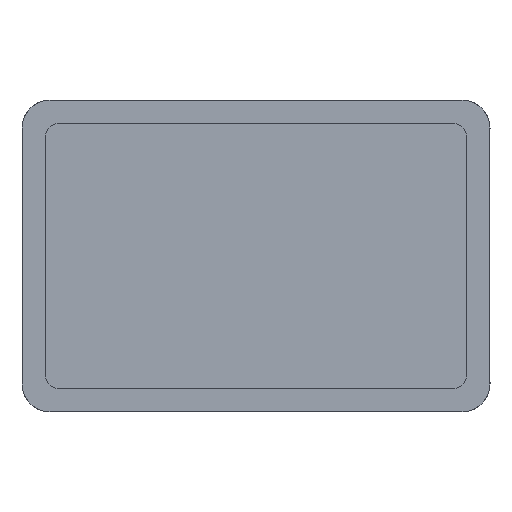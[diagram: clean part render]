
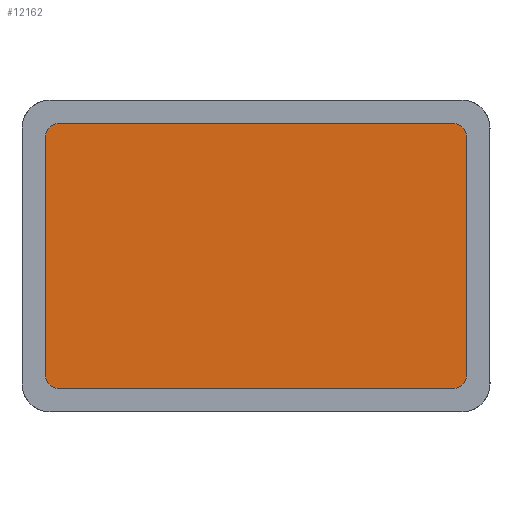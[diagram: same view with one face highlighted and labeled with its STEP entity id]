
A CAD part, front view. The second image highlights one B-rep face of the part: STEP entity #12162.
In plain terms, the highlighted planar face has unit normal (0, -1, 0).
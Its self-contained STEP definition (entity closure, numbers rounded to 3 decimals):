
#211 = CARTESIAN_POINT ( 'NONE',  ( 135., 0., 76. ) ) ;
#400 = EDGE_CURVE ( 'NONE', #15889, #14349, #13571, .T. ) ;
#1373 = CARTESIAN_POINT ( 'NONE',  ( -135., 0., 76. ) ) ;
#1398 = CARTESIAN_POINT ( 'NONE',  ( -126., 0., -76. ) ) ;
#1522 = LINE ( 'NONE', #4407, #6673 ) ;
#1671 = LINE ( 'NONE', #12841, #3242 ) ;
#1994 = EDGE_CURVE ( 'NONE', #18181, #6801, #1522, .T. ) ;
#2275 = AXIS2_PLACEMENT_3D ( 'NONE', #11118, #4332, #7032 ) ;
#2411 = CARTESIAN_POINT ( 'NONE',  ( -126., 0., -85. ) ) ;
#2557 = VERTEX_POINT ( 'NONE', #2411 ) ;
#2642 = DIRECTION ( 'NONE',  ( 1., 0., 0. ) ) ;
#3242 = VECTOR ( 'NONE', #11440, 1000. ) ;
#3264 = AXIS2_PLACEMENT_3D ( 'NONE', #6257, #11933, #15112 ) ;
#3516 = CARTESIAN_POINT ( 'NONE',  ( -126., 0., 85. ) ) ;
#4181 = DIRECTION ( 'NONE',  ( 0., 1., 0. ) ) ;
#4286 = DIRECTION ( 'NONE',  ( 0., 0., -1. ) ) ;
#4332 = DIRECTION ( 'NONE',  ( 0., 1., 0. ) ) ;
#4407 = CARTESIAN_POINT ( 'NONE',  ( -126., 0., 85. ) ) ;
#4469 = EDGE_CURVE ( 'NONE', #2557, #15551, #10080, .T. ) ;
#4584 = AXIS2_PLACEMENT_3D ( 'NONE', #12348, #17019, #11322 ) ;
#4606 = DIRECTION ( 'NONE',  ( 0., 0., 1. ) ) ;
#4809 = CARTESIAN_POINT ( 'NONE',  ( 126., 0., 85. ) ) ;
#4869 = DIRECTION ( 'NONE',  ( 0., 1., 0. ) ) ;
#5471 = EDGE_CURVE ( 'NONE', #6801, #11965, #13755, .T. ) ;
#5496 = LINE ( 'NONE', #12758, #17967 ) ;
#6257 = CARTESIAN_POINT ( 'NONE',  ( -126., 0., -76. ) ) ;
#6668 = ORIENTED_EDGE ( 'NONE', *, *, #11931, .F. ) ;
#6673 = VECTOR ( 'NONE', #2642, 1000. ) ;
#6801 = VERTEX_POINT ( 'NONE', #4809 ) ;
#7032 = DIRECTION ( 'NONE',  ( 0., 0., 1. ) ) ;
#7370 = LINE ( 'NONE', #17255, #9549 ) ;
#7437 = EDGE_CURVE ( 'NONE', #15551, #13720, #1671, .T. ) ;
#8451 = PLANE ( 'NONE',  #13433 ) ;
#8843 = DIRECTION ( 'NONE',  ( -1., 0., 0. ) ) ;
#9049 = EDGE_LOOP ( 'NONE', ( #14897, #6668, #18391, #11919, #10580, #11528, #15844, #9884 ) ) ;
#9549 = VECTOR ( 'NONE', #8843, 1000. ) ;
#9749 = FACE_OUTER_BOUND ( 'NONE', #9049, .T. ) ;
#9884 = ORIENTED_EDGE ( 'NONE', *, *, #7437, .F. ) ;
#10080 = CIRCLE ( 'NONE', #3264, 9. ) ;
#10249 = CARTESIAN_POINT ( 'NONE',  ( 126., 0., -85. ) ) ;
#10580 = ORIENTED_EDGE ( 'NONE', *, *, #5471, .F. ) ;
#11104 = CARTESIAN_POINT ( 'NONE',  ( 135., 0., -76. ) ) ;
#11118 = CARTESIAN_POINT ( 'NONE',  ( 126., 0., -76. ) ) ;
#11322 = DIRECTION ( 'NONE',  ( 0., 0., 1. ) ) ;
#11440 = DIRECTION ( 'NONE',  ( 0., 0., 1. ) ) ;
#11528 = ORIENTED_EDGE ( 'NONE', *, *, #1994, .F. ) ;
#11673 = CARTESIAN_POINT ( 'NONE',  ( 126., 0., 76. ) ) ;
#11919 = ORIENTED_EDGE ( 'NONE', *, *, #15176, .F. ) ;
#11931 = EDGE_CURVE ( 'NONE', #14349, #2557, #7370, .T. ) ;
#11933 = DIRECTION ( 'NONE',  ( 0., 1., 0. ) ) ;
#11965 = VERTEX_POINT ( 'NONE', #211 ) ;
#12162 = ADVANCED_FACE ( 'NONE', ( #9749 ), #8451, .F. ) ;
#12348 = CARTESIAN_POINT ( 'NONE',  ( -126., 0., 76. ) ) ;
#12758 = CARTESIAN_POINT ( 'NONE',  ( 135., 0., 76. ) ) ;
#12841 = CARTESIAN_POINT ( 'NONE',  ( -135., 0., 76. ) ) ;
#13433 = AXIS2_PLACEMENT_3D ( 'NONE', #1398, #4181, #13872 ) ;
#13495 = CIRCLE ( 'NONE', #4584, 9. ) ;
#13571 = CIRCLE ( 'NONE', #2275, 9. ) ;
#13705 = EDGE_CURVE ( 'NONE', #13720, #18181, #13495, .T. ) ;
#13720 = VERTEX_POINT ( 'NONE', #1373 ) ;
#13755 = CIRCLE ( 'NONE', #15565, 9. ) ;
#13872 = DIRECTION ( 'NONE',  ( 0., 0., 1. ) ) ;
#14349 = VERTEX_POINT ( 'NONE', #10249 ) ;
#14894 = CARTESIAN_POINT ( 'NONE',  ( -135., 0., -76. ) ) ;
#14897 = ORIENTED_EDGE ( 'NONE', *, *, #4469, .F. ) ;
#15112 = DIRECTION ( 'NONE',  ( 0., 0., 1. ) ) ;
#15176 = EDGE_CURVE ( 'NONE', #11965, #15889, #5496, .T. ) ;
#15551 = VERTEX_POINT ( 'NONE', #14894 ) ;
#15565 = AXIS2_PLACEMENT_3D ( 'NONE', #11673, #4869, #4606 ) ;
#15844 = ORIENTED_EDGE ( 'NONE', *, *, #13705, .F. ) ;
#15889 = VERTEX_POINT ( 'NONE', #11104 ) ;
#17019 = DIRECTION ( 'NONE',  ( 0., 1., 0. ) ) ;
#17255 = CARTESIAN_POINT ( 'NONE',  ( -126., 0., -85. ) ) ;
#17967 = VECTOR ( 'NONE', #4286, 1000. ) ;
#18181 = VERTEX_POINT ( 'NONE', #3516 ) ;
#18391 = ORIENTED_EDGE ( 'NONE', *, *, #400, .F. ) ;
